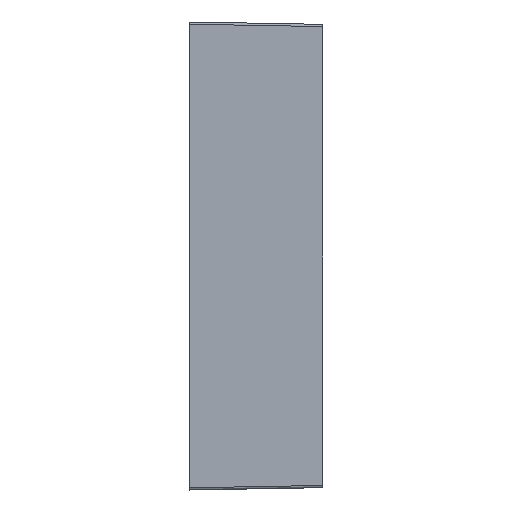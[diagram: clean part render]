
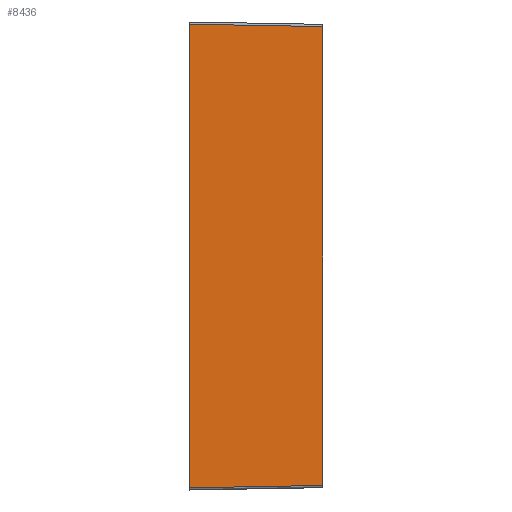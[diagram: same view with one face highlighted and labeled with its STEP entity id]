
A CAD part, left-side view. The second image highlights one B-rep face of the part: STEP entity #8436.
In plain terms, the highlighted planar face has unit normal (-1, -0.018, 0).
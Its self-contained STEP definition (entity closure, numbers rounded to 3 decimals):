
#3301 = CARTESIAN_POINT ( 'NONE',  ( -397.874, -7.222, -205.874 ) ) ;
#4231 = CARTESIAN_POINT ( 'NONE',  ( -398., 0., -206. ) ) ;
#4259 = CARTESIAN_POINT ( 'NONE',  ( -398., 0., 208. ) ) ;
#4742 = CARTESIAN_POINT ( 'NONE',  ( -400.095, 120., 208.095 ) ) ;
#4838 = CARTESIAN_POINT ( 'NONE',  ( -398., 0., 206. ) ) ;
#4897 = DIRECTION ( 'NONE',  ( 0.017, -1., 0.017 ) ) ;
#5023 = EDGE_CURVE ( 'NONE', #7108, #16906, #5153, .T. ) ;
#5070 = DIRECTION ( 'NONE',  ( 0., 0., 1. ) ) ;
#5153 = LINE ( 'NONE', #11728, #5856 ) ;
#5426 = DIRECTION ( 'NONE',  ( 0.017, -1., 0. ) ) ;
#5450 = EDGE_LOOP ( 'NONE', ( #7392, #15668, #15691, #16761 ) ) ;
#5856 = VECTOR ( 'NONE', #10407, 1000. ) ;
#6011 = EDGE_CURVE ( 'NONE', #7108, #10129, #16145, .T. ) ;
#6647 = AXIS2_PLACEMENT_3D ( 'NONE', #4259, #16499, #5426 ) ;
#6810 = DIRECTION ( 'NONE',  ( 0., 0., -1. ) ) ;
#7108 = VERTEX_POINT ( 'NONE', #4838 ) ;
#7392 = ORIENTED_EDGE ( 'NONE', *, *, #6011, .F. ) ;
#8316 = VECTOR ( 'NONE', #4897, 1000. ) ;
#8436 = ADVANCED_FACE ( 'NONE', ( #11018 ), #16418, .T. ) ;
#9251 = LINE ( 'NONE', #17127, #16363 ) ;
#10129 = VERTEX_POINT ( 'NONE', #4231 ) ;
#10407 = DIRECTION ( 'NONE',  ( -0.017, 1., 0.017 ) ) ;
#11018 = FACE_OUTER_BOUND ( 'NONE', #5450, .T. ) ;
#11204 = CARTESIAN_POINT ( 'NONE',  ( -400.095, 120., -208.095 ) ) ;
#11728 = CARTESIAN_POINT ( 'NONE',  ( -398.001, 0.035, 206.001 ) ) ;
#11767 = VERTEX_POINT ( 'NONE', #11204 ) ;
#14734 = VECTOR ( 'NONE', #6810, 1000. ) ;
#15061 = CARTESIAN_POINT ( 'NONE',  ( -398., 0., 208. ) ) ;
#15376 = EDGE_CURVE ( 'NONE', #11767, #16906, #9251, .T. ) ;
#15668 = ORIENTED_EDGE ( 'NONE', *, *, #5023, .T. ) ;
#15691 = ORIENTED_EDGE ( 'NONE', *, *, #15376, .F. ) ;
#16145 = LINE ( 'NONE', #15061, #14734 ) ;
#16363 = VECTOR ( 'NONE', #5070, 1000. ) ;
#16418 = PLANE ( 'NONE',  #6647 ) ;
#16499 = DIRECTION ( 'NONE',  ( -1., -0.017, 0. ) ) ;
#16761 = ORIENTED_EDGE ( 'NONE', *, *, #17186, .T. ) ;
#16870 = LINE ( 'NONE', #3301, #8316 ) ;
#16906 = VERTEX_POINT ( 'NONE', #4742 ) ;
#17127 = CARTESIAN_POINT ( 'NONE',  ( -400.095, 120., 208. ) ) ;
#17186 = EDGE_CURVE ( 'NONE', #11767, #10129, #16870, .T. ) ;
